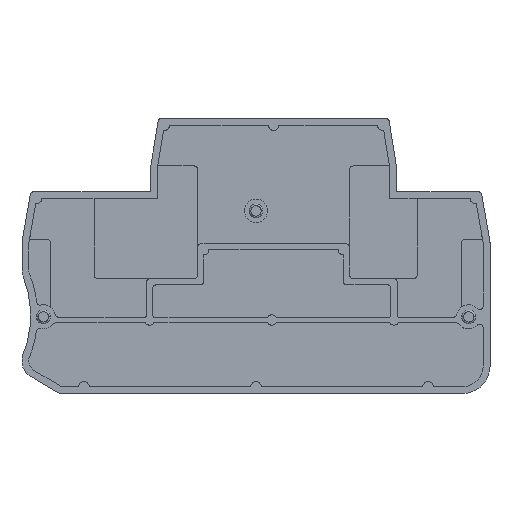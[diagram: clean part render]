
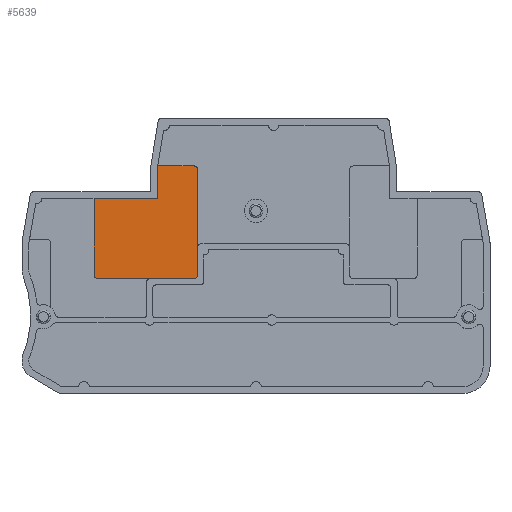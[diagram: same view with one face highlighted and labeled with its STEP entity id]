
A CAD part, top view. The second image highlights one B-rep face of the part: STEP entity #5639.
In plain terms, the highlighted planar face has unit normal (0, 0, 1).
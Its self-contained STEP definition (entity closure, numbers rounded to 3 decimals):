
#20 = DIRECTION ( 'NONE',  ( 1., 0., 0. ) ) ;
#204 = DIRECTION ( 'NONE',  ( -0.16, -0.987, 0. ) ) ;
#272 = LINE ( 'NONE', #2512, #1165 ) ;
#327 = DIRECTION ( 'NONE',  ( 1., 0., 0. ) ) ;
#381 = CIRCLE ( 'NONE', #4245, 0.5 ) ;
#397 = CARTESIAN_POINT ( 'NONE',  ( 0., -2734.953, 0.7 ) ) ;
#429 = CARTESIAN_POINT ( 'NONE',  ( 9674.142, -2746.109, 0.7 ) ) ;
#469 = VERTEX_POINT ( 'NONE', #2349 ) ;
#512 = LINE ( 'NONE', #3793, #795 ) ;
#699 = EDGE_CURVE ( 'NONE', #824, #2593, #381, .T. ) ;
#795 = VECTOR ( 'NONE', #327, 1000. ) ;
#824 = VERTEX_POINT ( 'NONE', #3095 ) ;
#864 = CARTESIAN_POINT ( 'NONE',  ( 9659.642, -2746.609, 0.7 ) ) ;
#912 = CARTESIAN_POINT ( 'NONE',  ( 9674.142, 0., 0.7 ) ) ;
#922 = ORIENTED_EDGE ( 'NONE', *, *, #4467, .F. ) ;
#942 = CARTESIAN_POINT ( 'NONE',  ( 9668.288, -2734.953, 0.7 ) ) ;
#1146 = EDGE_CURVE ( 'NONE', #2219, #824, #512, .T. ) ;
#1158 = EDGE_CURVE ( 'NONE', #469, #4634, #3206, .T. ) ;
#1165 = VECTOR ( 'NONE', #5635, 1000. ) ;
#1208 = CARTESIAN_POINT ( 'NONE',  ( 9673.642, -2746.109, 0.7 ) ) ;
#1403 = DIRECTION ( 'NONE',  ( 1., 0., 0. ) ) ;
#1422 = PLANE ( 'NONE',  #2076 ) ;
#1433 = VECTOR ( 'NONE', #3988, 1000. ) ;
#1664 = ORIENTED_EDGE ( 'NONE', *, *, #5597, .T. ) ;
#1777 = AXIS2_PLACEMENT_3D ( 'NONE', #5495, #3252, #4582 ) ;
#1778 = VERTEX_POINT ( 'NONE', #942 ) ;
#1871 = DIRECTION ( 'NONE',  ( 0., 0., 1. ) ) ;
#1902 = LINE ( 'NONE', #397, #5500 ) ;
#2033 = DIRECTION ( 'NONE',  ( 0., 0., 1. ) ) ;
#2035 = CARTESIAN_POINT ( 'NONE',  ( 9659.642, -2730.221, 0.7 ) ) ;
#2076 = AXIS2_PLACEMENT_3D ( 'NONE', #3171, #1871, #20 ) ;
#2219 = VERTEX_POINT ( 'NONE', #864 ) ;
#2297 = DIRECTION ( 'NONE',  ( 0., 0., 1. ) ) ;
#2345 = EDGE_CURVE ( 'NONE', #4634, #5066, #4777, .T. ) ;
#2349 = CARTESIAN_POINT ( 'NONE',  ( 9673.642, -2730.221, 0.7 ) ) ;
#2376 = CARTESIAN_POINT ( 'NONE',  ( 9674.142, -2730.721, 0.7 ) ) ;
#2479 = DIRECTION ( 'NONE',  ( 1., 0., 0. ) ) ;
#2512 = CARTESIAN_POINT ( 'NONE',  ( 9659.142, -2746.109, 0.7 ) ) ;
#2531 = CARTESIAN_POINT ( 'NONE',  ( 9668.288, 0., 0.7 ) ) ;
#2545 = EDGE_CURVE ( 'NONE', #5559, #4156, #272, .T. ) ;
#2593 = VERTEX_POINT ( 'NONE', #429 ) ;
#2609 = ORIENTED_EDGE ( 'NONE', *, *, #2722, .F. ) ;
#2698 = CARTESIAN_POINT ( 'NONE',  ( 9659.642, -2746.109, 0.7 ) ) ;
#2722 = EDGE_CURVE ( 'NONE', #4847, #2593, #4205, .T. ) ;
#2785 = CIRCLE ( 'NONE', #4456, 0.5 ) ;
#2802 = VECTOR ( 'NONE', #5655, 1000. ) ;
#2920 = ORIENTED_EDGE ( 'NONE', *, *, #3372, .T. ) ;
#2939 = LINE ( 'NONE', #2531, #2802 ) ;
#3025 = ORIENTED_EDGE ( 'NONE', *, *, #699, .T. ) ;
#3077 = CARTESIAN_POINT ( 'NONE',  ( 9668.358, -2730.221, 0.7 ) ) ;
#3095 = CARTESIAN_POINT ( 'NONE',  ( 9673.642, -2746.609, 0.7 ) ) ;
#3171 = CARTESIAN_POINT ( 'NONE',  ( 9659.642, -2746.109, 0.7 ) ) ;
#3206 = LINE ( 'NONE', #2035, #5285 ) ;
#3252 = DIRECTION ( 'NONE',  ( 0., 0., 1. ) ) ;
#3337 = ORIENTED_EDGE ( 'NONE', *, *, #3636, .T. ) ;
#3372 = EDGE_CURVE ( 'NONE', #5066, #1778, #2939, .T. ) ;
#3433 = ORIENTED_EDGE ( 'NONE', *, *, #2545, .T. ) ;
#3636 = EDGE_CURVE ( 'NONE', #4847, #469, #5161, .T. ) ;
#3737 = CARTESIAN_POINT ( 'NONE',  ( 9659.142, -2746.109, 0.7 ) ) ;
#3793 = CARTESIAN_POINT ( 'NONE',  ( 0., -2746.609, 0.7 ) ) ;
#3833 = EDGE_LOOP ( 'NONE', ( #5279, #3871, #2920, #922, #3433, #1664, #5580, #3025, #2609, #3337 ) ) ;
#3871 = ORIENTED_EDGE ( 'NONE', *, *, #2345, .T. ) ;
#3988 = DIRECTION ( 'NONE',  ( 0., -1., 0. ) ) ;
#4156 = VERTEX_POINT ( 'NONE', #3737 ) ;
#4205 = LINE ( 'NONE', #912, #1433 ) ;
#4245 = AXIS2_PLACEMENT_3D ( 'NONE', #1208, #2033, #2479 ) ;
#4297 = FACE_OUTER_BOUND ( 'NONE', #3833, .T. ) ;
#4456 = AXIS2_PLACEMENT_3D ( 'NONE', #2698, #2297, #1403 ) ;
#4467 = EDGE_CURVE ( 'NONE', #5559, #1778, #1902, .T. ) ;
#4582 = DIRECTION ( 'NONE',  ( 1., 0., 0. ) ) ;
#4634 = VERTEX_POINT ( 'NONE', #3077 ) ;
#4777 = LINE ( 'NONE', #5537, #4912 ) ;
#4847 = VERTEX_POINT ( 'NONE', #2376 ) ;
#4880 = CARTESIAN_POINT ( 'NONE',  ( 9668.288, -2730.649, 0.7 ) ) ;
#4912 = VECTOR ( 'NONE', #204, 1000. ) ;
#5066 = VERTEX_POINT ( 'NONE', #4880 ) ;
#5161 = CIRCLE ( 'NONE', #1777, 0.5 ) ;
#5279 = ORIENTED_EDGE ( 'NONE', *, *, #1158, .T. ) ;
#5285 = VECTOR ( 'NONE', #5625, 1000. ) ;
#5495 = CARTESIAN_POINT ( 'NONE',  ( 9673.642, -2730.721, 0.7 ) ) ;
#5500 = VECTOR ( 'NONE', #5680, 1000. ) ;
#5537 = CARTESIAN_POINT ( 'NONE',  ( 9668.358, -2730.221, 0.7 ) ) ;
#5559 = VERTEX_POINT ( 'NONE', #5692 ) ;
#5580 = ORIENTED_EDGE ( 'NONE', *, *, #1146, .T. ) ;
#5597 = EDGE_CURVE ( 'NONE', #4156, #2219, #2785, .T. ) ;
#5625 = DIRECTION ( 'NONE',  ( -1., 0., 0. ) ) ;
#5635 = DIRECTION ( 'NONE',  ( 0., -1., 0. ) ) ;
#5639 = ADVANCED_FACE ( 'NONE', ( #4297 ), #1422, .T. ) ;
#5655 = DIRECTION ( 'NONE',  ( 0., -1., 0. ) ) ;
#5680 = DIRECTION ( 'NONE',  ( 1., 0., 0. ) ) ;
#5692 = CARTESIAN_POINT ( 'NONE',  ( 9659.142, -2734.953, 0.7 ) ) ;
